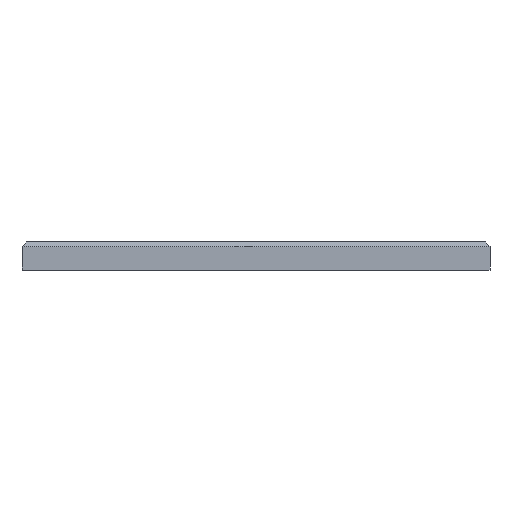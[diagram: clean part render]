
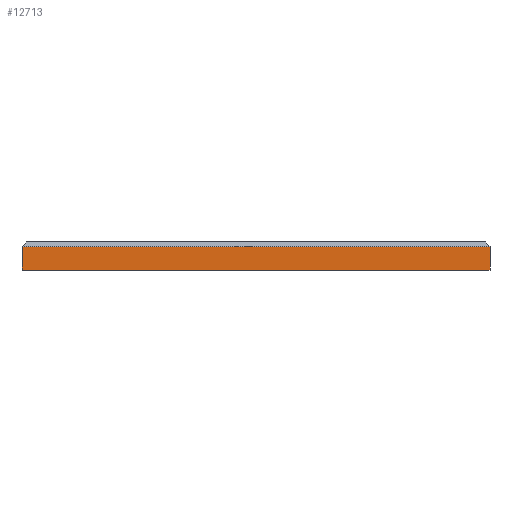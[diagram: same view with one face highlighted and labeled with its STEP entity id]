
A CAD part, left-side view. The second image highlights one B-rep face of the part: STEP entity #12713.
In plain terms, the highlighted planar face has unit normal (-1, 0, 0).
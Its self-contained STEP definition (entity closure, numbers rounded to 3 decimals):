
#119 = DIRECTION ( 'NONE',  ( 0., 1., 0. ) ) ;
#375 = VECTOR ( 'NONE', #10579, 1000. ) ;
#538 = LINE ( 'NONE', #3224, #14620 ) ;
#895 = VECTOR ( 'NONE', #14189, 1000. ) ;
#2000 = VERTEX_POINT ( 'NONE', #8517 ) ;
#3224 = CARTESIAN_POINT ( 'NONE',  ( -50., 50., 5. ) ) ;
#3394 = CARTESIAN_POINT ( 'NONE',  ( -50., -50., 0. ) ) ;
#4031 = EDGE_LOOP ( 'NONE', ( #5957, #6257, #10073, #6371 ) ) ;
#4349 = EDGE_CURVE ( 'NONE', #6229, #10314, #13884, .T. ) ;
#4354 = CARTESIAN_POINT ( 'NONE',  ( -50., -50., 0. ) ) ;
#4795 = VECTOR ( 'NONE', #119, 1000. ) ;
#5052 = DIRECTION ( 'NONE',  ( 0., 0., 1. ) ) ;
#5154 = PLANE ( 'NONE',  #12695 ) ;
#5516 = EDGE_CURVE ( 'NONE', #13772, #10314, #7082, .T. ) ;
#5957 = ORIENTED_EDGE ( 'NONE', *, *, #7743, .F. ) ;
#6229 = VERTEX_POINT ( 'NONE', #14115 ) ;
#6257 = ORIENTED_EDGE ( 'NONE', *, *, #13832, .T. ) ;
#6371 = ORIENTED_EDGE ( 'NONE', *, *, #5516, .F. ) ;
#6410 = CARTESIAN_POINT ( 'NONE',  ( -50., 50., 0. ) ) ;
#7082 = LINE ( 'NONE', #3394, #4795 ) ;
#7743 = EDGE_CURVE ( 'NONE', #2000, #13772, #15534, .T. ) ;
#8517 = CARTESIAN_POINT ( 'NONE',  ( -50., -50., 5. ) ) ;
#10073 = ORIENTED_EDGE ( 'NONE', *, *, #4349, .T. ) ;
#10314 = VERTEX_POINT ( 'NONE', #6410 ) ;
#10579 = DIRECTION ( 'NONE',  ( 0., 0., -1. ) ) ;
#12695 = AXIS2_PLACEMENT_3D ( 'NONE', #13579, #14840, #5052 ) ;
#12713 = ADVANCED_FACE ( 'NONE', ( #15580 ), #5154, .T. ) ;
#12865 = CARTESIAN_POINT ( 'NONE',  ( -50., 50., 6. ) ) ;
#13079 = CARTESIAN_POINT ( 'NONE',  ( -50., -50., 6. ) ) ;
#13579 = CARTESIAN_POINT ( 'NONE',  ( -50., -50., 6. ) ) ;
#13772 = VERTEX_POINT ( 'NONE', #4354 ) ;
#13832 = EDGE_CURVE ( 'NONE', #2000, #6229, #538, .T. ) ;
#13884 = LINE ( 'NONE', #12865, #375 ) ;
#14115 = CARTESIAN_POINT ( 'NONE',  ( -50., 50., 5. ) ) ;
#14189 = DIRECTION ( 'NONE',  ( 0., 0., -1. ) ) ;
#14620 = VECTOR ( 'NONE', #15472, 1000. ) ;
#14840 = DIRECTION ( 'NONE',  ( -1., 0., 0. ) ) ;
#15472 = DIRECTION ( 'NONE',  ( 0., 1., 0. ) ) ;
#15534 = LINE ( 'NONE', #13079, #895 ) ;
#15580 = FACE_OUTER_BOUND ( 'NONE', #4031, .T. ) ;
